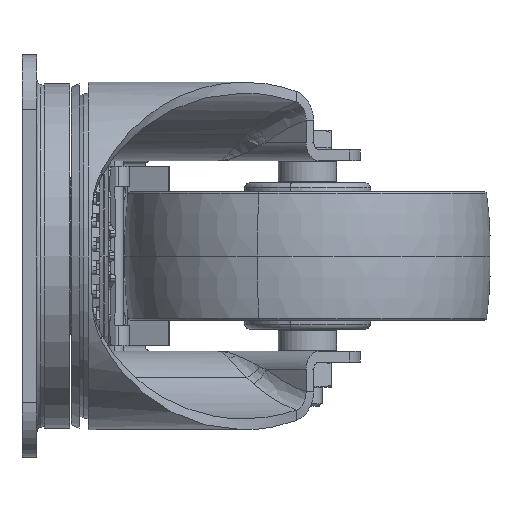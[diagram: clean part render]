
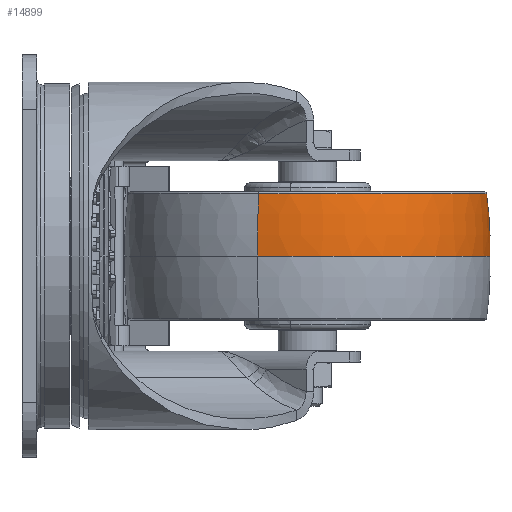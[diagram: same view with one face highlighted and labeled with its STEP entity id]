
A CAD part, left-side view. The second image highlights one B-rep face of the part: STEP entity #14899.
In plain terms, the highlighted toroidal (fillet/blend) face has major radius 100 mm and minor radius 150 mm.
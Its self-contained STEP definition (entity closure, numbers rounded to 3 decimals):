
#468 = VERTEX_POINT ( 'NONE', #10558 ) ;
#2366 = DIRECTION ( 'NONE',  ( -0.962, 0.273, 0. ) ) ;
#4967 = CARTESIAN_POINT ( 'NONE',  ( -2.192, -64.623, 17.056 ) ) ;
#5679 = TOROIDAL_SURFACE ( 'NONE', #59741, -100., 150. ) ;
#6438 = DIRECTION ( 'NONE',  ( 0., 0., -1. ) ) ;
#6717 = EDGE_LOOP ( 'NONE', ( #29544, #13422, #61420, #12777 ) ) ;
#10517 = DIRECTION ( 'NONE',  ( 0., 0., -1. ) ) ;
#10558 = CARTESIAN_POINT ( 'NONE',  ( -3.105, -64.364, 0. ) ) ;
#12777 = ORIENTED_EDGE ( 'NONE', *, *, #38315, .F. ) ;
#13080 = CIRCLE ( 'NONE', #38426, 50. ) ;
#13422 = ORIENTED_EDGE ( 'NONE', *, *, #51771, .T. ) ;
#13788 = VERTEX_POINT ( 'NONE', #23777 ) ;
#14077 = DIRECTION ( 'NONE',  ( -0.273, -0.962, 0. ) ) ;
#14899 = ADVANCED_FACE ( 'NONE', ( #23764 ), #5679, .T. ) ;
#17171 = CIRCLE ( 'NONE', #63061, 49.051 ) ;
#20500 = CIRCLE ( 'NONE', #54635, 150. ) ;
#22089 = CARTESIAN_POINT ( 'NONE',  ( -51.209, -50.728, 0.207 ) ) ;
#23764 = FACE_OUTER_BOUND ( 'NONE', #6717, .T. ) ;
#23777 = CARTESIAN_POINT ( 'NONE',  ( 92.192, -91.377, 17.056 ) ) ;
#25517 = VERTEX_POINT ( 'NONE', #4967 ) ;
#27053 = DIRECTION ( 'NONE',  ( -0.962, 0.273, 0. ) ) ;
#29005 = CARTESIAN_POINT ( 'NONE',  ( 93.105, -91.636, 0. ) ) ;
#29544 = ORIENTED_EDGE ( 'NONE', *, *, #31218, .F. ) ;
#31218 = EDGE_CURVE ( 'NONE', #13788, #37385, #20500, .T. ) ;
#32340 = DIRECTION ( 'NONE',  ( 0., 0., -1. ) ) ;
#32493 = AXIS2_PLACEMENT_3D ( 'NONE', #44023, #14077, #49115 ) ;
#33219 = CIRCLE ( 'NONE', #32493, 150. ) ;
#36458 = CARTESIAN_POINT ( 'NONE',  ( 45., -78., 17.056 ) ) ;
#37385 = VERTEX_POINT ( 'NONE', #29005 ) ;
#38315 = EDGE_CURVE ( 'NONE', #37385, #468, #13080, .T. ) ;
#38426 = AXIS2_PLACEMENT_3D ( 'NONE', #62428, #32340, #2366 ) ;
#41483 = DIRECTION ( 'NONE',  ( -0.962, 0.273, 0. ) ) ;
#44023 = CARTESIAN_POINT ( 'NONE',  ( 141.209, -105.272, 0.207 ) ) ;
#45548 = DIRECTION ( 'NONE',  ( -0.962, 0.273, 0. ) ) ;
#48004 = EDGE_CURVE ( 'NONE', #25517, #468, #33219, .T. ) ;
#49115 = DIRECTION ( 'NONE',  ( 0.962, -0.273, 0. ) ) ;
#51771 = EDGE_CURVE ( 'NONE', #13788, #25517, #17171, .T. ) ;
#54635 = AXIS2_PLACEMENT_3D ( 'NONE', #22089, #57155, #27053 ) ;
#55432 = CARTESIAN_POINT ( 'NONE',  ( 45., -78., 0.207 ) ) ;
#57155 = DIRECTION ( 'NONE',  ( 0.273, 0.962, 0. ) ) ;
#59741 = AXIS2_PLACEMENT_3D ( 'NONE', #55432, #10517, #45548 ) ;
#61420 = ORIENTED_EDGE ( 'NONE', *, *, #48004, .T. ) ;
#62428 = CARTESIAN_POINT ( 'NONE',  ( 45., -78., 0. ) ) ;
#63061 = AXIS2_PLACEMENT_3D ( 'NONE', #36458, #6438, #41483 ) ;
